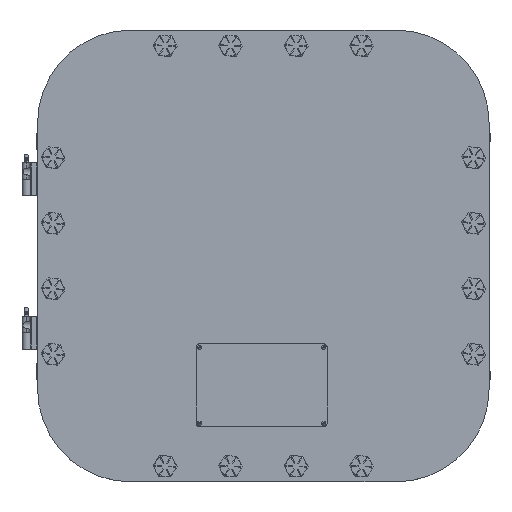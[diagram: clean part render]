
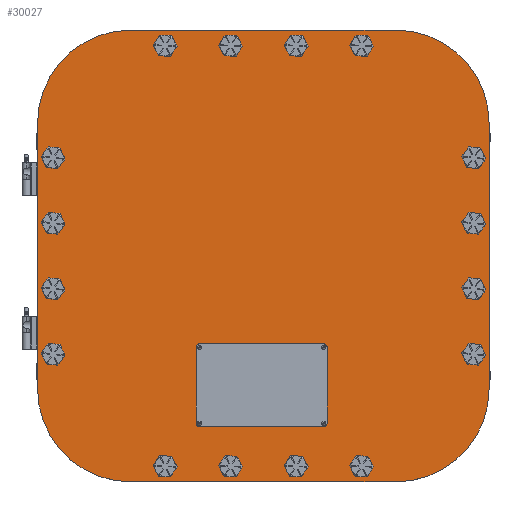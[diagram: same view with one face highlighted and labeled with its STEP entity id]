
A CAD part, top view. The second image highlights one B-rep face of the part: STEP entity #30027.
In plain terms, the highlighted planar face has unit normal (0, 0, 1).
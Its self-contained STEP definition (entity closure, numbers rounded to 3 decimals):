
#2766=FACE_BOUND('',#6660,.T.);
#2767=FACE_BOUND('',#6661,.T.);
#2768=FACE_BOUND('',#6662,.T.);
#2769=FACE_BOUND('',#6663,.T.);
#2770=FACE_BOUND('',#6664,.T.);
#2771=FACE_BOUND('',#6665,.T.);
#2772=FACE_BOUND('',#6666,.T.);
#2773=FACE_BOUND('',#6667,.T.);
#2774=FACE_BOUND('',#6668,.T.);
#2775=FACE_BOUND('',#6669,.T.);
#2776=FACE_BOUND('',#6670,.T.);
#2777=FACE_BOUND('',#6671,.T.);
#2778=FACE_BOUND('',#6672,.T.);
#2779=FACE_BOUND('',#6673,.T.);
#2780=FACE_BOUND('',#6674,.T.);
#2781=FACE_BOUND('',#6675,.T.);
#3100=PLANE('',#32581);
#4850=FACE_OUTER_BOUND('',#6659,.T.);
#6659=EDGE_LOOP('',(#25086,#25087,#25088,#25089,#25090,#25091,#25092,#25093));
#6660=EDGE_LOOP('',(#25094));
#6661=EDGE_LOOP('',(#25095));
#6662=EDGE_LOOP('',(#25096));
#6663=EDGE_LOOP('',(#25097));
#6664=EDGE_LOOP('',(#25098));
#6665=EDGE_LOOP('',(#25099));
#6666=EDGE_LOOP('',(#25100));
#6667=EDGE_LOOP('',(#25101));
#6668=EDGE_LOOP('',(#25102));
#6669=EDGE_LOOP('',(#25103));
#6670=EDGE_LOOP('',(#25104));
#6671=EDGE_LOOP('',(#25105));
#6672=EDGE_LOOP('',(#25106));
#6673=EDGE_LOOP('',(#25107));
#6674=EDGE_LOOP('',(#25108));
#6675=EDGE_LOOP('',(#25109));
#8472=LINE('',#57417,#10780);
#8475=LINE('',#57425,#10783);
#8478=LINE('',#57433,#10786);
#8481=LINE('',#57440,#10789);
#10780=VECTOR('',#37458,0.394);
#10783=VECTOR('',#37467,0.394);
#10786=VECTOR('',#37476,0.394);
#10789=VECTOR('',#37485,0.394);
#12718=CIRCLE('',#32390,0.266);
#12721=CIRCLE('',#32394,0.266);
#12724=CIRCLE('',#32398,0.266);
#12727=CIRCLE('',#32402,0.266);
#12730=CIRCLE('',#32406,0.266);
#12733=CIRCLE('',#32410,0.266);
#12736=CIRCLE('',#32414,0.266);
#12739=CIRCLE('',#32418,0.266);
#12758=CIRCLE('',#32446,0.266);
#12761=CIRCLE('',#32450,0.266);
#12764=CIRCLE('',#32454,0.266);
#12767=CIRCLE('',#32458,0.266);
#12770=CIRCLE('',#32462,0.266);
#12773=CIRCLE('',#32466,0.266);
#12776=CIRCLE('',#32470,0.266);
#12779=CIRCLE('',#32474,0.266);
#12832=CIRCLE('',#32570,3.375);
#12833=CIRCLE('',#32573,3.375);
#12834=CIRCLE('',#32576,3.375);
#12835=CIRCLE('',#32579,3.375);
#14549=VERTEX_POINT('',#57008);
#14552=VERTEX_POINT('',#57016);
#14555=VERTEX_POINT('',#57024);
#14558=VERTEX_POINT('',#57032);
#14561=VERTEX_POINT('',#57040);
#14564=VERTEX_POINT('',#57048);
#14567=VERTEX_POINT('',#57056);
#14570=VERTEX_POINT('',#57064);
#14593=VERTEX_POINT('',#57124);
#14596=VERTEX_POINT('',#57132);
#14599=VERTEX_POINT('',#57140);
#14602=VERTEX_POINT('',#57148);
#14605=VERTEX_POINT('',#57156);
#14608=VERTEX_POINT('',#57164);
#14611=VERTEX_POINT('',#57172);
#14614=VERTEX_POINT('',#57180);
#14687=VERTEX_POINT('',#57410);
#14688=VERTEX_POINT('',#57412);
#14689=VERTEX_POINT('',#57416);
#14690=VERTEX_POINT('',#57420);
#14691=VERTEX_POINT('',#57424);
#14692=VERTEX_POINT('',#57428);
#14693=VERTEX_POINT('',#57432);
#14694=VERTEX_POINT('',#57436);
#18142=EDGE_CURVE('',#14549,#14549,#12718,.T.);
#18146=EDGE_CURVE('',#14552,#14552,#12721,.T.);
#18150=EDGE_CURVE('',#14555,#14555,#12724,.T.);
#18154=EDGE_CURVE('',#14558,#14558,#12727,.T.);
#18158=EDGE_CURVE('',#14561,#14561,#12730,.T.);
#18162=EDGE_CURVE('',#14564,#14564,#12733,.T.);
#18166=EDGE_CURVE('',#14567,#14567,#12736,.T.);
#18170=EDGE_CURVE('',#14570,#14570,#12739,.T.);
#18198=EDGE_CURVE('',#14593,#14593,#12758,.T.);
#18202=EDGE_CURVE('',#14596,#14596,#12761,.T.);
#18206=EDGE_CURVE('',#14599,#14599,#12764,.T.);
#18210=EDGE_CURVE('',#14602,#14602,#12767,.T.);
#18214=EDGE_CURVE('',#14605,#14605,#12770,.T.);
#18218=EDGE_CURVE('',#14608,#14608,#12773,.T.);
#18222=EDGE_CURVE('',#14611,#14611,#12776,.T.);
#18226=EDGE_CURVE('',#14614,#14614,#12779,.T.);
#18340=EDGE_CURVE('',#14688,#14687,#12832,.T.);
#18342=EDGE_CURVE('',#14689,#14688,#8472,.T.);
#18344=EDGE_CURVE('',#14690,#14689,#12833,.T.);
#18346=EDGE_CURVE('',#14691,#14690,#8475,.T.);
#18348=EDGE_CURVE('',#14692,#14691,#12834,.T.);
#18350=EDGE_CURVE('',#14693,#14692,#8478,.T.);
#18352=EDGE_CURVE('',#14694,#14693,#12835,.T.);
#18354=EDGE_CURVE('',#14687,#14694,#8481,.T.);
#25086=ORIENTED_EDGE('',*,*,#18354,.T.);
#25087=ORIENTED_EDGE('',*,*,#18352,.T.);
#25088=ORIENTED_EDGE('',*,*,#18350,.T.);
#25089=ORIENTED_EDGE('',*,*,#18348,.T.);
#25090=ORIENTED_EDGE('',*,*,#18346,.T.);
#25091=ORIENTED_EDGE('',*,*,#18344,.T.);
#25092=ORIENTED_EDGE('',*,*,#18342,.T.);
#25093=ORIENTED_EDGE('',*,*,#18340,.T.);
#25094=ORIENTED_EDGE('',*,*,#18142,.T.);
#25095=ORIENTED_EDGE('',*,*,#18146,.T.);
#25096=ORIENTED_EDGE('',*,*,#18150,.T.);
#25097=ORIENTED_EDGE('',*,*,#18154,.T.);
#25098=ORIENTED_EDGE('',*,*,#18158,.T.);
#25099=ORIENTED_EDGE('',*,*,#18162,.T.);
#25100=ORIENTED_EDGE('',*,*,#18166,.T.);
#25101=ORIENTED_EDGE('',*,*,#18170,.T.);
#25102=ORIENTED_EDGE('',*,*,#18198,.T.);
#25103=ORIENTED_EDGE('',*,*,#18202,.T.);
#25104=ORIENTED_EDGE('',*,*,#18206,.T.);
#25105=ORIENTED_EDGE('',*,*,#18210,.T.);
#25106=ORIENTED_EDGE('',*,*,#18214,.T.);
#25107=ORIENTED_EDGE('',*,*,#18218,.T.);
#25108=ORIENTED_EDGE('',*,*,#18222,.T.);
#25109=ORIENTED_EDGE('',*,*,#18226,.T.);
#30027=ADVANCED_FACE('',(#4850,#2766,#2767,#2768,#2769,#2770,#2771,#2772,
#2773,#2774,#2775,#2776,#2777,#2778,#2779,#2780,#2781),#3100,.T.);
#32390=AXIS2_PLACEMENT_3D('',#57010,#37009,#37010);
#32394=AXIS2_PLACEMENT_3D('',#57018,#37018,#37019);
#32398=AXIS2_PLACEMENT_3D('',#57026,#37027,#37028);
#32402=AXIS2_PLACEMENT_3D('',#57034,#37036,#37037);
#32406=AXIS2_PLACEMENT_3D('',#57042,#37045,#37046);
#32410=AXIS2_PLACEMENT_3D('',#57050,#37054,#37055);
#32414=AXIS2_PLACEMENT_3D('',#57058,#37063,#37064);
#32418=AXIS2_PLACEMENT_3D('',#57066,#37072,#37073);
#32446=AXIS2_PLACEMENT_3D('',#57126,#37137,#37138);
#32450=AXIS2_PLACEMENT_3D('',#57134,#37146,#37147);
#32454=AXIS2_PLACEMENT_3D('',#57142,#37155,#37156);
#32458=AXIS2_PLACEMENT_3D('',#57150,#37164,#37165);
#32462=AXIS2_PLACEMENT_3D('',#57158,#37173,#37174);
#32466=AXIS2_PLACEMENT_3D('',#57166,#37182,#37183);
#32470=AXIS2_PLACEMENT_3D('',#57174,#37191,#37192);
#32474=AXIS2_PLACEMENT_3D('',#57182,#37200,#37201);
#32570=AXIS2_PLACEMENT_3D('',#57413,#37453,#37454);
#32573=AXIS2_PLACEMENT_3D('',#57421,#37462,#37463);
#32576=AXIS2_PLACEMENT_3D('',#57429,#37471,#37472);
#32579=AXIS2_PLACEMENT_3D('',#57437,#37480,#37481);
#32581=AXIS2_PLACEMENT_3D('',#57441,#37486,#37487);
#37009=DIRECTION('center_axis',(0.,0.,-1.));
#37010=DIRECTION('ref_axis',(-1.,0.,0.));
#37018=DIRECTION('center_axis',(0.,0.,-1.));
#37019=DIRECTION('ref_axis',(-1.,0.,0.));
#37027=DIRECTION('center_axis',(0.,0.,-1.));
#37028=DIRECTION('ref_axis',(-1.,0.,0.));
#37036=DIRECTION('center_axis',(0.,0.,-1.));
#37037=DIRECTION('ref_axis',(-1.,0.,0.));
#37045=DIRECTION('center_axis',(0.,0.,-1.));
#37046=DIRECTION('ref_axis',(-1.,0.,0.));
#37054=DIRECTION('center_axis',(0.,0.,-1.));
#37055=DIRECTION('ref_axis',(-1.,0.,0.));
#37063=DIRECTION('center_axis',(0.,0.,-1.));
#37064=DIRECTION('ref_axis',(-1.,0.,0.));
#37072=DIRECTION('center_axis',(0.,0.,-1.));
#37073=DIRECTION('ref_axis',(-1.,0.,0.));
#37137=DIRECTION('center_axis',(0.,0.,-1.));
#37138=DIRECTION('ref_axis',(-1.,0.,0.));
#37146=DIRECTION('center_axis',(0.,0.,-1.));
#37147=DIRECTION('ref_axis',(-1.,0.,0.));
#37155=DIRECTION('center_axis',(0.,0.,-1.));
#37156=DIRECTION('ref_axis',(-1.,0.,0.));
#37164=DIRECTION('center_axis',(0.,0.,-1.));
#37165=DIRECTION('ref_axis',(-1.,0.,0.));
#37173=DIRECTION('center_axis',(0.,0.,-1.));
#37174=DIRECTION('ref_axis',(-1.,0.,0.));
#37182=DIRECTION('center_axis',(0.,0.,-1.));
#37183=DIRECTION('ref_axis',(-1.,0.,0.));
#37191=DIRECTION('center_axis',(0.,0.,-1.));
#37192=DIRECTION('ref_axis',(-1.,0.,0.));
#37200=DIRECTION('center_axis',(0.,0.,-1.));
#37201=DIRECTION('ref_axis',(-1.,0.,0.));
#37453=DIRECTION('center_axis',(0.,0.,1.));
#37454=DIRECTION('ref_axis',(0.,1.,0.));
#37458=DIRECTION('',(-1.,0.,0.));
#37462=DIRECTION('center_axis',(0.,0.,1.));
#37463=DIRECTION('ref_axis',(1.,0.,0.));
#37467=DIRECTION('',(0.,1.,0.));
#37471=DIRECTION('center_axis',(0.,0.,1.));
#37472=DIRECTION('ref_axis',(0.,-1.,0.));
#37476=DIRECTION('',(1.,0.,0.));
#37480=DIRECTION('center_axis',(0.,0.,1.));
#37481=DIRECTION('ref_axis',(-1.,0.,0.));
#37485=DIRECTION('',(0.,-1.,0.));
#37486=DIRECTION('center_axis',(0.,0.,1.));
#37487=DIRECTION('ref_axis',(1.,0.,0.));
#57008=CARTESIAN_POINT('',(-0.922,7.625,0.625));
#57010=CARTESIAN_POINT('Origin',(-1.188,7.625,0.625));
#57016=CARTESIAN_POINT('',(7.891,-1.188,0.625));
#57018=CARTESIAN_POINT('Origin',(7.625,-1.188,0.625));
#57024=CARTESIAN_POINT('',(1.453,7.625,0.625));
#57026=CARTESIAN_POINT('Origin',(1.188,7.625,0.625));
#57032=CARTESIAN_POINT('',(7.891,1.188,0.625));
#57034=CARTESIAN_POINT('Origin',(7.625,1.188,0.625));
#57040=CARTESIAN_POINT('',(-7.359,1.188,0.625));
#57042=CARTESIAN_POINT('Origin',(-7.625,1.188,0.625));
#57048=CARTESIAN_POINT('',(1.453,-7.625,0.625));
#57050=CARTESIAN_POINT('Origin',(1.188,-7.625,0.625));
#57056=CARTESIAN_POINT('',(-7.359,-1.188,0.625));
#57058=CARTESIAN_POINT('Origin',(-7.625,-1.188,0.625));
#57064=CARTESIAN_POINT('',(-0.922,-7.625,0.625));
#57066=CARTESIAN_POINT('Origin',(-1.188,-7.625,0.625));
#57124=CARTESIAN_POINT('',(-3.297,-7.625,0.625));
#57126=CARTESIAN_POINT('Origin',(-3.563,-7.625,0.625));
#57132=CARTESIAN_POINT('',(3.828,-7.625,0.625));
#57134=CARTESIAN_POINT('Origin',(3.563,-7.625,0.625));
#57140=CARTESIAN_POINT('',(-7.359,3.563,0.625));
#57142=CARTESIAN_POINT('Origin',(-7.625,3.563,0.625));
#57148=CARTESIAN_POINT('',(7.891,3.563,0.625));
#57150=CARTESIAN_POINT('Origin',(7.625,3.563,0.625));
#57156=CARTESIAN_POINT('',(3.828,7.625,0.625));
#57158=CARTESIAN_POINT('Origin',(3.563,7.625,0.625));
#57164=CARTESIAN_POINT('',(-3.297,7.625,0.625));
#57166=CARTESIAN_POINT('Origin',(-3.563,7.625,0.625));
#57172=CARTESIAN_POINT('',(7.891,-3.563,0.625));
#57174=CARTESIAN_POINT('Origin',(7.625,-3.563,0.625));
#57180=CARTESIAN_POINT('',(-7.359,-3.563,0.625));
#57182=CARTESIAN_POINT('Origin',(-7.625,-3.563,0.625));
#57410=CARTESIAN_POINT('',(-8.188,4.813,0.625));
#57412=CARTESIAN_POINT('',(-4.813,8.188,0.625));
#57413=CARTESIAN_POINT('Origin',(-4.813,4.813,0.625));
#57416=CARTESIAN_POINT('',(4.813,8.188,0.625));
#57417=CARTESIAN_POINT('',(4.813,8.188,0.625));
#57420=CARTESIAN_POINT('',(8.188,4.813,0.625));
#57421=CARTESIAN_POINT('Origin',(4.813,4.813,0.625));
#57424=CARTESIAN_POINT('',(8.188,-4.813,0.625));
#57425=CARTESIAN_POINT('',(8.188,-4.813,0.625));
#57428=CARTESIAN_POINT('',(4.813,-8.188,0.625));
#57429=CARTESIAN_POINT('Origin',(4.813,-4.813,0.625));
#57432=CARTESIAN_POINT('',(-4.813,-8.188,0.625));
#57433=CARTESIAN_POINT('',(-4.813,-8.188,0.625));
#57436=CARTESIAN_POINT('',(-8.188,-4.813,0.625));
#57437=CARTESIAN_POINT('Origin',(-4.813,-4.813,0.625));
#57440=CARTESIAN_POINT('',(-8.188,4.813,0.625));
#57441=CARTESIAN_POINT('Origin',(0.,0.,
0.625));
